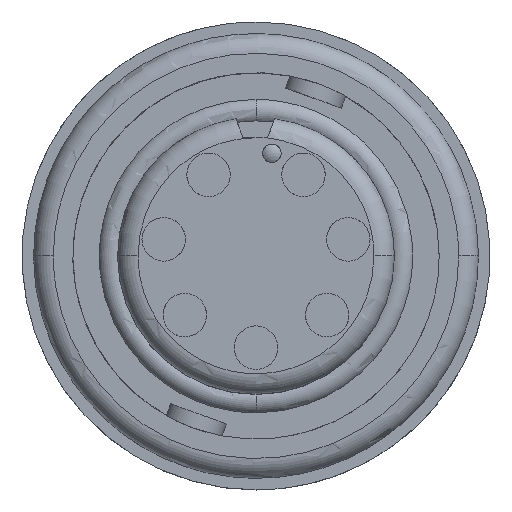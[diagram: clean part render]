
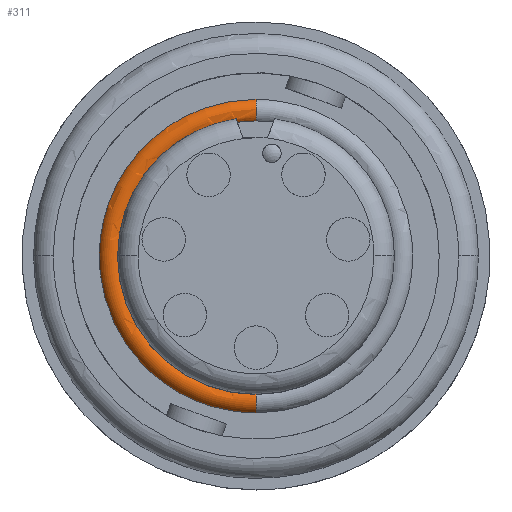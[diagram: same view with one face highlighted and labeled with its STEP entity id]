
A CAD part, top view. The second image highlights one B-rep face of the part: STEP entity #311.
In plain terms, the highlighted toroidal (fillet/blend) face has major radius 5.575 mm and minor radius 0.508 mm.
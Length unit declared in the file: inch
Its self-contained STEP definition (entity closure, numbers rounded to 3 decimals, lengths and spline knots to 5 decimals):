
#119 = CARTESIAN_POINT ( 'NONE',  ( -0.14616, 0.19019, -0.282 ) ) ;
#206 = ORIENTED_EDGE ( 'NONE', *, *, #4494, .T. ) ;
#285 = CARTESIAN_POINT ( 'NONE',  ( -0.03036, 0.20779, -0.2724 ) ) ;
#311 = ADVANCED_FACE ( 'NONE', ( #13138 ), #17039, .T. ) ;
#673 = DIRECTION ( 'NONE',  ( 0., 0., -1. ) ) ;
#791 = CARTESIAN_POINT ( 'NONE',  ( 0., -0.23783, -0.282 ) ) ;
#1075 = B_SPLINE_CURVE_WITH_KNOTS ( 'NONE', 3,
 ( #17765, #16302, #5983, #8950, #119, #10448, #1601, #11916, #3094, #13409 ),
 .UNSPECIFIED., .F., .F.,
 ( 4, 2, 2, 2, 4 ),
 ( 0.48232, 0.61174, 0.74116, 0.87058, 1. ),
 .UNSPECIFIED. ) ;
#1126 = VERTEX_POINT ( 'NONE', #12003 ) ;
#1151 = ORIENTED_EDGE ( 'NONE', *, *, #16429, .F. ) ;
#1433 = CIRCLE ( 'NONE', #12187, 0.02 ) ;
#1601 = CARTESIAN_POINT ( 'NONE',  ( -0.20781, 0.11978, -0.282 ) ) ;
#1653 = CIRCLE ( 'NONE', #3532, 0.21 ) ;
#1787 = CARTESIAN_POINT ( 'NONE',  ( -0.02921, 0.20454, -0.27457 ) ) ;
#2117 = CARTESIAN_POINT ( 'NONE',  ( 0., 0., -0.29 ) ) ;
#2177 = CARTESIAN_POINT ( 'NONE',  ( 0., -0.2195, -0.29 ) ) ;
#2230 = CARTESIAN_POINT ( 'NONE',  ( -0.23336, -0.05431, -0.282 ) ) ;
#3094 = CARTESIAN_POINT ( 'NONE',  ( -0.23783, 0.03113, -0.282 ) ) ;
#3116 = CARTESIAN_POINT ( 'NONE',  ( -0.02563, 0.20359, -0.276 ) ) ;
#3213 = ORIENTED_EDGE ( 'NONE', *, *, #15758, .T. ) ;
#3526 = ORIENTED_EDGE ( 'NONE', *, *, #19025, .T. ) ;
#3532 = AXIS2_PLACEMENT_3D ( 'NONE', #9514, #673, #11010 ) ;
#3535 = CARTESIAN_POINT ( 'NONE',  ( 0., 0.20522, -0.276 ) ) ;
#3606 = DIRECTION ( 'NONE',  ( 0., 1., 0. ) ) ;
#3664 = DIRECTION ( 'NONE',  ( 0., 1., 0. ) ) ;
#3843 = ORIENTED_EDGE ( 'NONE', *, *, #6613, .T. ) ;
#4150 = CARTESIAN_POINT ( 'NONE',  ( -0.23783, 0., -0.282 ) ) ;
#4494 = EDGE_CURVE ( 'NONE', #17990, #14351, #1075, .T. ) ;
#4588 = CARTESIAN_POINT ( 'NONE',  ( -0.02869, 0.2032, -0.276 ) ) ;
#4604 = DIRECTION ( 'NONE',  ( -1., 0., 0. ) ) ;
#4721 = B_SPLINE_CURVE_WITH_KNOTS ( 'NONE', 3,
 ( #12544, #2230, #5188, #15493, #6667, #16973, #8142, #18455, #9628, #791 ),
 .UNSPECIFIED., .F., .F.,
 ( 4, 2, 2, 2, 4 ),
 ( 0., 0.12058, 0.24116, 0.36174, 0.48232 ),
 .UNSPECIFIED. ) ;
#4814 = CARTESIAN_POINT ( 'NONE',  ( -0.02869, 0.2032, -0.276 ) ) ;
#4980 = CARTESIAN_POINT ( 'NONE',  ( -0.21, 0., -0.2724 ) ) ;
#5188 = CARTESIAN_POINT ( 'NONE',  ( -0.22492, -0.08256, -0.282 ) ) ;
#5321 = EDGE_CURVE ( 'NONE', #6489, #7777, #18065, .T. ) ;
#5932 = CARTESIAN_POINT ( 'NONE',  ( 0., 0., -0.2724 ) ) ;
#5983 = CARTESIAN_POINT ( 'NONE',  ( -0.06225, 0.23164, -0.282 ) ) ;
#6070 = CARTESIAN_POINT ( 'NONE',  ( -0.00378, 0.20522, -0.276 ) ) ;
#6255 = CARTESIAN_POINT ( 'NONE',  ( -0.23783, 0., -0.282 ) ) ;
#6489 = VERTEX_POINT ( 'NONE', #4814 ) ;
#6613 = EDGE_CURVE ( 'NONE', #1126, #18675, #4721, .T. ) ;
#6667 = CARTESIAN_POINT ( 'NONE',  ( -0.18049, -0.15757, -0.282 ) ) ;
#6764 = AXIS2_PLACEMENT_3D ( 'NONE', #2177, #12490, #3664 ) ;
#7103 = CARTESIAN_POINT ( 'NONE',  ( -0.23783, -0.00851, -0.282 ) ) ;
#7236 = CIRCLE ( 'NONE', #6764, 0.02 ) ;
#7412 = DIRECTION ( 'NONE',  ( 0., 1., 0. ) ) ;
#7538 = CARTESIAN_POINT ( 'NONE',  ( 0., 0.20522, -0.276 ) ) ;
#7777 = VERTEX_POINT ( 'NONE', #3535 ) ;
#7938 = B_SPLINE_CURVE_WITH_KNOTS ( 'NONE', 3,
 ( #4150, #7103, #17410, #8583 ),
 .UNSPECIFIED., .F., .F.,
 ( 4, 4 ),
 ( 0., 1. ),
 .UNSPECIFIED. ) ;
#7966 = DIRECTION ( 'NONE',  ( 0., 0., -1. ) ) ;
#8112 = AXIS2_PLACEMENT_3D ( 'NONE', #5932, #16249, #7412 ) ;
#8142 = CARTESIAN_POINT ( 'NONE',  ( -0.11217, -0.21171, -0.282 ) ) ;
#8288 = AXIS2_PLACEMENT_3D ( 'NONE', #2117, #7966, #3606 ) ;
#8583 = CARTESIAN_POINT ( 'NONE',  ( -0.23646, -0.02547, -0.282 ) ) ;
#8950 = CARTESIAN_POINT ( 'NONE',  ( -0.11978, 0.20781, -0.282 ) ) ;
#9076 = EDGE_CURVE ( 'NONE', #14463, #9340, #1653, .T. ) ;
#9124 = CARTESIAN_POINT ( 'NONE',  ( -0.02977, 0.2061, -0.27335 ) ) ;
#9340 = VERTEX_POINT ( 'NONE', #14653 ) ;
#9514 = CARTESIAN_POINT ( 'NONE',  ( 0., 0., -0.2724 ) ) ;
#9628 = CARTESIAN_POINT ( 'NONE',  ( -0.02901, -0.23783, -0.282 ) ) ;
#9647 = CARTESIAN_POINT ( 'NONE',  ( 0., -0.23783, -0.282 ) ) ;
#10382 = B_SPLINE_CURVE_WITH_KNOTS ( 'NONE', 3,
 ( #285, #9124, #1787, #12100 ),
 .UNSPECIFIED., .F., .F.,
 ( 4, 4 ),
 ( 0., 1. ),
 .UNSPECIFIED. ) ;
#10448 = CARTESIAN_POINT ( 'NONE',  ( -0.19019, 0.14616, -0.282 ) ) ;
#10975 = VERTEX_POINT ( 'NONE', #16810 ) ;
#11010 = DIRECTION ( 'NONE',  ( 0., 1., 0. ) ) ;
#11091 = ORIENTED_EDGE ( 'NONE', *, *, #5321, .T. ) ;
#11299 = EDGE_LOOP ( 'NONE', ( #1151, #3213, #14314, #16412, #11091, #3526, #206, #13342, #3843 ) ) ;
#11916 = CARTESIAN_POINT ( 'NONE',  ( -0.23164, 0.06225, -0.282 ) ) ;
#11941 = CARTESIAN_POINT ( 'NONE',  ( -0.01952, 0.20438, -0.276 ) ) ;
#12003 = CARTESIAN_POINT ( 'NONE',  ( -0.23646, -0.02547, -0.282 ) ) ;
#12100 = CARTESIAN_POINT ( 'NONE',  ( -0.02869, 0.2032, -0.276 ) ) ;
#12187 = AXIS2_PLACEMENT_3D ( 'NONE', #13451, #4604, #14911 ) ;
#12490 = DIRECTION ( 'NONE',  ( 1., 0., 0. ) ) ;
#12544 = CARTESIAN_POINT ( 'NONE',  ( -0.23646, -0.02547, -0.282 ) ) ;
#13138 = FACE_OUTER_BOUND ( 'NONE', #11299, .T. ) ;
#13342 = ORIENTED_EDGE ( 'NONE', *, *, #15612, .T. ) ;
#13409 = CARTESIAN_POINT ( 'NONE',  ( -0.23783, 0., -0.282 ) ) ;
#13451 = CARTESIAN_POINT ( 'NONE',  ( 0., 0.2195, -0.29 ) ) ;
#13698 = EDGE_CURVE ( 'NONE', #9340, #6489, #10382, .T. ) ;
#14314 = ORIENTED_EDGE ( 'NONE', *, *, #9076, .T. ) ;
#14351 = VERTEX_POINT ( 'NONE', #6255 ) ;
#14463 = VERTEX_POINT ( 'NONE', #4980 ) ;
#14653 = CARTESIAN_POINT ( 'NONE',  ( -0.03036, 0.20779, -0.2724 ) ) ;
#14897 = CARTESIAN_POINT ( 'NONE',  ( -0.0103, 0.20502, -0.276 ) ) ;
#14911 = DIRECTION ( 'NONE',  ( 0., 0., 1. ) ) ;
#15493 = CARTESIAN_POINT ( 'NONE',  ( -0.19848, -0.1342, -0.282 ) ) ;
#15612 = EDGE_CURVE ( 'NONE', #14351, #1126, #7938, .T. ) ;
#15695 = CARTESIAN_POINT ( 'NONE',  ( 0., 0.23783, -0.282 ) ) ;
#15758 = EDGE_CURVE ( 'NONE', #10975, #14463, #17840, .T. ) ;
#16249 = DIRECTION ( 'NONE',  ( 0., 0., -1. ) ) ;
#16302 = CARTESIAN_POINT ( 'NONE',  ( -0.03113, 0.23783, -0.282 ) ) ;
#16379 = CARTESIAN_POINT ( 'NONE',  ( -0.00035, 0.20522, -0.276 ) ) ;
#16412 = ORIENTED_EDGE ( 'NONE', *, *, #13698, .T. ) ;
#16429 = EDGE_CURVE ( 'NONE', #10975, #18675, #7236, .T. ) ;
#16810 = CARTESIAN_POINT ( 'NONE',  ( 0., -0.21, -0.2724 ) ) ;
#16973 = CARTESIAN_POINT ( 'NONE',  ( -0.13733, -0.19633, -0.282 ) ) ;
#17039 = TOROIDAL_SURFACE ( 'NONE', #8288, 0.2195, 0.02 ) ;
#17410 = CARTESIAN_POINT ( 'NONE',  ( -0.23737, -0.01701, -0.282 ) ) ;
#17765 = CARTESIAN_POINT ( 'NONE',  ( 0., 0.23783, -0.282 ) ) ;
#17840 = CIRCLE ( 'NONE', #8112, 0.21 ) ;
#17990 = VERTEX_POINT ( 'NONE', #15695 ) ;
#18065 = B_SPLINE_CURVE_WITH_KNOTS ( 'NONE', 3,
 ( #4588, #3116, #11941, #14897, #6070, #16379, #7538 ),
 .UNSPECIFIED., .F., .F.,
 ( 4, 1, 1, 1, 4 ),
 ( 0., 0.16669, 0.33337, 0.50006, 0.51911 ),
 .UNSPECIFIED. ) ;
#18455 = CARTESIAN_POINT ( 'NONE',  ( -0.058, -0.23247, -0.282 ) ) ;
#18675 = VERTEX_POINT ( 'NONE', #9647 ) ;
#19025 = EDGE_CURVE ( 'NONE', #7777, #17990, #1433, .T. ) ;
